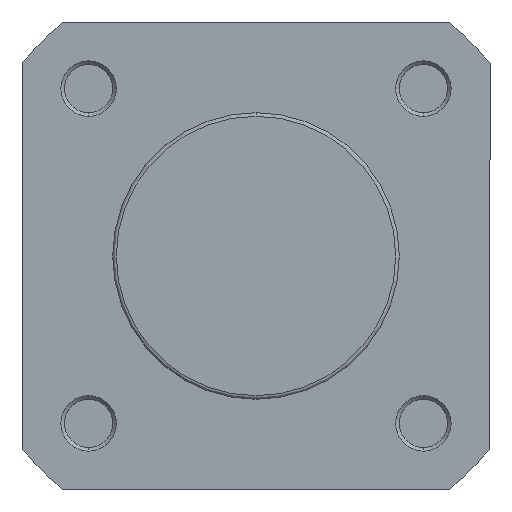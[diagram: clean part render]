
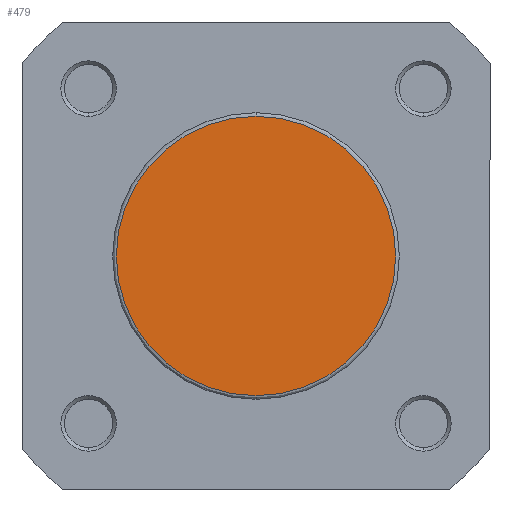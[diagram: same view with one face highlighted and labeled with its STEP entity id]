
A CAD part, left-side view. The second image highlights one B-rep face of the part: STEP entity #479.
In plain terms, the highlighted planar face has unit normal (-1, 0, 0).
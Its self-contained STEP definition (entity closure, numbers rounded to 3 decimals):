
#78 = EDGE_CURVE ( 'NONE', #3655, #3650, #5578, .T. ) ;
#134 = EDGE_CURVE ( 'NONE', #3650, #3655, #2334, .T. ) ;
#268 = AXIS2_PLACEMENT_3D ( 'NONE', #681, #682, #683 ) ;
#314 = AXIS2_PLACEMENT_3D ( 'NONE', #816, #823, #824 ) ;
#479 = ADVANCED_FACE ( 'NONE', ( #4685 ), #1496, .F. ) ;
#681 = CARTESIAN_POINT ( 'NONE',  ( 0., 0., 0. ) ) ;
#682 = DIRECTION ( 'NONE',  ( -1., 0., 0. ) ) ;
#683 = DIRECTION ( 'NONE',  ( 0., 0., -1. ) ) ;
#816 = CARTESIAN_POINT ( 'NONE',  ( 0., 0., 0. ) ) ;
#823 = DIRECTION ( 'NONE',  ( -1., 0., 0. ) ) ;
#824 = DIRECTION ( 'NONE',  ( 0., 0., -1. ) ) ;
#1495 = CARTESIAN_POINT ( 'NONE',  ( 0., 19.9, 0. ) ) ;
#1496 = PLANE ( 'NONE',  #5340 ) ;
#1498 = DIRECTION ( 'NONE',  ( 1., 0., 0. ) ) ;
#1499 = DIRECTION ( 'NONE',  ( 0., 0., -1. ) ) ;
#2334 = CIRCLE ( 'NONE', #314, 19.4 ) ;
#3255 = ORIENTED_EDGE ( 'NONE', *, *, #78, .T. ) ;
#3256 = ORIENTED_EDGE ( 'NONE', *, *, #134, .T. ) ;
#3503 = EDGE_LOOP ( 'NONE', ( #3256, #3255 ) ) ;
#3650 = VERTEX_POINT ( 'NONE', #4478 ) ;
#3655 = VERTEX_POINT ( 'NONE', #4483 ) ;
#4478 = CARTESIAN_POINT ( 'NONE',  ( 0., 0., -19.4 ) ) ;
#4483 = CARTESIAN_POINT ( 'NONE',  ( 0., 0., 19.4 ) ) ;
#4685 = FACE_OUTER_BOUND ( 'NONE', #3503, .T. ) ;
#5340 = AXIS2_PLACEMENT_3D ( 'NONE', #1495, #1498, #1499 ) ;
#5578 = CIRCLE ( 'NONE', #268, 19.4 ) ;
